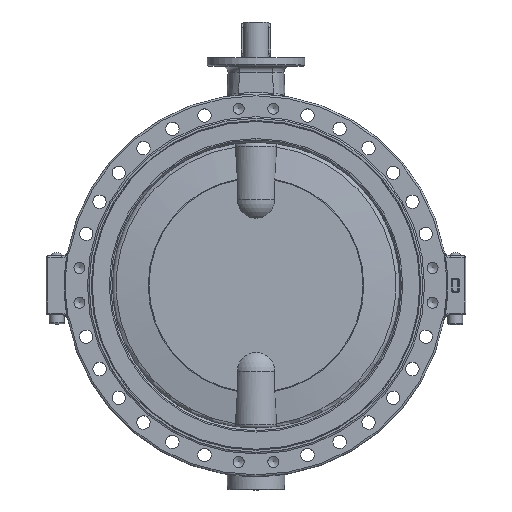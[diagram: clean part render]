
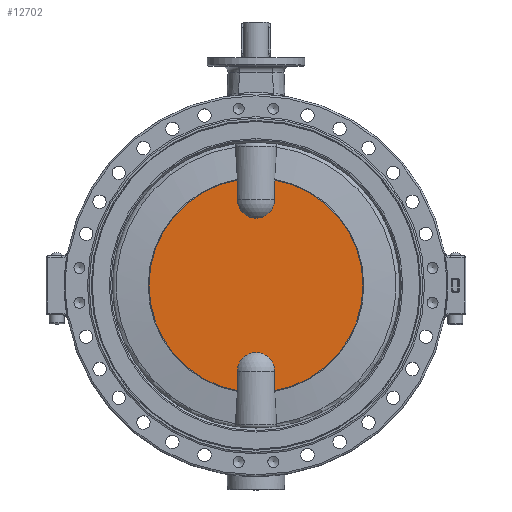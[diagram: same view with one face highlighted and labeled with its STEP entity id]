
A CAD part, top view. The second image highlights one B-rep face of the part: STEP entity #12702.
In plain terms, the highlighted planar face has unit normal (0, 0, 1).
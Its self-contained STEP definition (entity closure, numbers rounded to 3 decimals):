
#787=LINE('',#19128,#1085);
#788=LINE('',#19132,#1086);
#791=LINE('',#19242,#1089);
#792=LINE('',#19246,#1090);
#1085=VECTOR('',#15416,10.);
#1086=VECTOR('',#15419,10.);
#1089=VECTOR('',#15438,10.);
#1090=VECTOR('',#15441,10.);
#1497=PLANE('',#13684);
#2296=FACE_OUTER_BOUND('',#3200,.T.);
#3200=EDGE_LOOP('',(#8391,#8392,#8393,#8394,#8395,#8396,#8397,#8398));
#4455=CIRCLE('',#13681,56.866);
#4457=CIRCLE('',#13685,327.551);
#4458=CIRCLE('',#13686,56.866);
#4459=CIRCLE('',#13687,327.551);
#5356=VERTEX_POINT('',#19120);
#5357=VERTEX_POINT('',#19127);
#5358=VERTEX_POINT('',#19129);
#5359=VERTEX_POINT('',#19131);
#5377=VERTEX_POINT('',#19234);
#5378=VERTEX_POINT('',#19241);
#5379=VERTEX_POINT('',#19243);
#5380=VERTEX_POINT('',#19245);
#6548=EDGE_CURVE('',#5357,#5356,#787,.T.);
#6550=EDGE_CURVE('',#5359,#5358,#788,.T.);
#6572=EDGE_CURVE('',#5378,#5377,#791,.T.);
#6574=EDGE_CURVE('',#5380,#5379,#792,.T.);
#6585=EDGE_CURVE('',#5358,#5357,#4455,.T.);
#6587=EDGE_CURVE('',#5380,#5356,#4457,.T.);
#6588=EDGE_CURVE('',#5379,#5378,#4458,.F.);
#6589=EDGE_CURVE('',#5359,#5377,#4459,.T.);
#8391=ORIENTED_EDGE('',*,*,#6550,.T.);
#8392=ORIENTED_EDGE('',*,*,#6585,.T.);
#8393=ORIENTED_EDGE('',*,*,#6548,.T.);
#8394=ORIENTED_EDGE('',*,*,#6587,.F.);
#8395=ORIENTED_EDGE('',*,*,#6574,.T.);
#8396=ORIENTED_EDGE('',*,*,#6588,.T.);
#8397=ORIENTED_EDGE('',*,*,#6572,.T.);
#8398=ORIENTED_EDGE('',*,*,#6589,.F.);
#12702=ADVANCED_FACE('',(#2296),#1497,.T.);
#13681=AXIS2_PLACEMENT_3D('',#19273,#15472,#15473);
#13684=AXIS2_PLACEMENT_3D('',#19276,#15478,#15479);
#13685=AXIS2_PLACEMENT_3D('',#19277,#15480,#15481);
#13686=AXIS2_PLACEMENT_3D('',#19278,#15482,#15483);
#13687=AXIS2_PLACEMENT_3D('',#19279,#15484,#15485);
#15416=DIRECTION('',(0.,1.,0.));
#15419=DIRECTION('',(0.,-1.,0.));
#15438=DIRECTION('',(0.,-1.,0.));
#15441=DIRECTION('',(0.,1.,0.));
#15472=DIRECTION('center_axis',(0.,0.,
-1.));
#15473=DIRECTION('ref_axis',(-1.,0.,0.));
#15478=DIRECTION('center_axis',(0.,0.,
1.));
#15479=DIRECTION('ref_axis',(0.,1.,0.));
#15480=DIRECTION('center_axis',(0.,0.,
-1.));
#15481=DIRECTION('ref_axis',(0.,1.,0.));
#15482=DIRECTION('center_axis',(0.,0.,
1.));
#15483=DIRECTION('ref_axis',(-1.,0.,0.));
#15484=DIRECTION('center_axis',(0.,0.,
-1.));
#15485=DIRECTION('ref_axis',(0.,1.,0.));
#19120=CARTESIAN_POINT('',(-56.866,326.577,33.5));
#19127=CARTESIAN_POINT('',(-56.866,266.5,33.5));
#19128=CARTESIAN_POINT('',(-56.866,352.75,33.5));
#19129=CARTESIAN_POINT('',(56.866,266.5,33.5));
#19131=CARTESIAN_POINT('',(56.866,326.577,33.5));
#19132=CARTESIAN_POINT('',(56.866,352.75,33.5));
#19234=CARTESIAN_POINT('',(56.866,-318.577,33.5));
#19241=CARTESIAN_POINT('',(56.866,-258.5,33.5));
#19242=CARTESIAN_POINT('',(56.866,-344.75,33.5));
#19243=CARTESIAN_POINT('',(-56.866,-258.5,33.5));
#19245=CARTESIAN_POINT('',(-56.866,-318.577,33.5));
#19246=CARTESIAN_POINT('',(-56.866,-344.75,33.5));
#19273=CARTESIAN_POINT('Origin',(0.,266.5,33.5));
#19276=CARTESIAN_POINT('Origin',(0.,-324.25,33.5));
#19277=CARTESIAN_POINT('Origin',(0.,4.,
33.5));
#19278=CARTESIAN_POINT('Origin',(0.,-258.5,33.5));
#19279=CARTESIAN_POINT('Origin',(0.,4.,
33.5));
